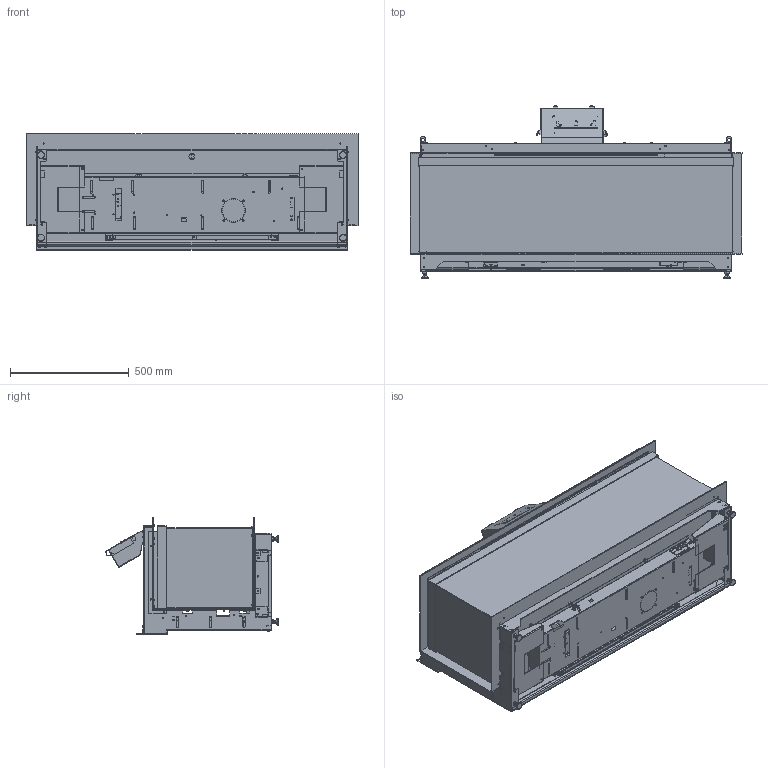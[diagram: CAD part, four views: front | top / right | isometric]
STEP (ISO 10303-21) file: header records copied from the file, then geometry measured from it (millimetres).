
FILE_DESCRIPTION (( 'STEP AP203' ), '1' );
FILE_NAME ('E-ONE GEN2 130 3S EU MAIN ASSY.STEP', '2023-10-18T10:17:47', ( '' ), ( '' ), 'SwSTEP 2.0', 'SolidWorks 2020', '' );
FILE_SCHEMA (( 'CONFIG_CONTROL_DESIGN' ));
Products named in the file (1): E-ONE GEN2 130 3S EU MAIN ASSY
Bounding box: 1400 x 728.5 x 492.1 mm (x, y, z)
Surface area: 7564333 mm2 (no closed solid volume)
Topology: 0 solids, 556 shells, 1254 faces, 8578 edges, 7623 vertices
Faces by surface type: plane 770, cylinder 341, cone 61, torus 50, bspline 25, sphere 7
Entity records: 85149 total; most frequent: CARTESIAN_POINT 21257, DIRECTION 13443, ORIENTED_EDGE 9613, EDGE_CURVE 8575, VERTEX_POINT 7623, LINE 5397, VECTOR 5397, AXIS2_PLACEMENT_3D 4023
